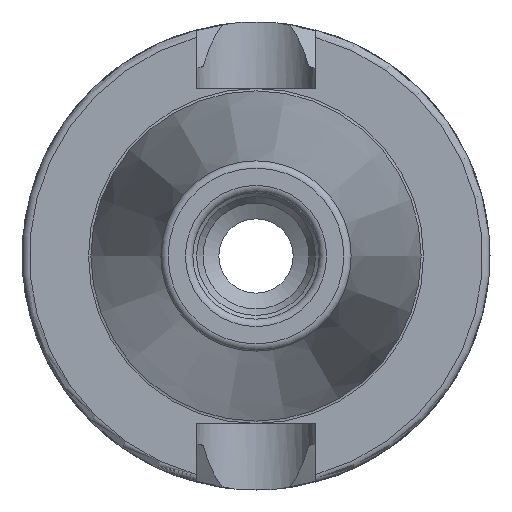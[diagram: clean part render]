
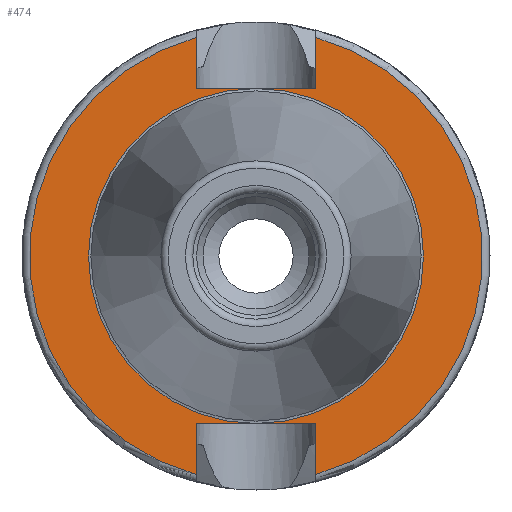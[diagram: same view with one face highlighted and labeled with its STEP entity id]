
A CAD part, left-side view. The second image highlights one B-rep face of the part: STEP entity #474.
In plain terms, the highlighted planar face has unit normal (-1, 0, 0).
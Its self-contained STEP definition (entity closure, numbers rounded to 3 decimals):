
#171=CARTESIAN_POINT('',(2.,-8.05,-29.418));
#172=VERTEX_POINT('',#171);
#188=CARTESIAN_POINT('',(2.,-8.05,-22.6));
#189=VERTEX_POINT('',#188);
#190=CARTESIAN_POINT('',(2.,-8.05,-22.6));
#191=DIRECTION('',(0.0,0.0,-1.0));
#192=VECTOR('',#191,6.818);
#193=LINE('',#190,#192);
#194=EDGE_CURVE('',#189,#172,#193,.T.);
#334=CARTESIAN_POINT('',(2.,8.05,-29.418));
#335=VERTEX_POINT('',#334);
#379=CARTESIAN_POINT('',(2.,8.05,-22.6));
#380=VERTEX_POINT('',#379);
#387=CARTESIAN_POINT('',(2.,8.05,-29.418));
#388=DIRECTION('',(0.0,0.0,1.0));
#389=VECTOR('',#388,6.818);
#390=LINE('',#387,#389);
#391=EDGE_CURVE('',#335,#380,#390,.T.);
#404=CARTESIAN_POINT('',(2.,8.05,-22.6));
#405=DIRECTION('',(0.0,-1.0,0.0));
#406=VECTOR('',#405,16.1);
#407=LINE('',#404,#406);
#408=EDGE_CURVE('',#380,#189,#407,.T.);
#413=CARTESIAN_POINT('',(2.,26.525,0.0));
#414=DIRECTION('',(-1.0,0.0,0.0));
#415=DIRECTION('',(0.0,0.0,1.0));
#416=AXIS2_PLACEMENT_3D('',#413,#414,#415);
#417=PLANE('',#416);
#418=ORIENTED_EDGE('',*,*,#391,.T.);
#419=ORIENTED_EDGE('',*,*,#408,.T.);
#420=ORIENTED_EDGE('',*,*,#194,.T.);
#421=CARTESIAN_POINT('',(2.,-8.05,29.418));
#422=VERTEX_POINT('',#421);
#423=CARTESIAN_POINT('',(2.,0.0,0.0));
#424=DIRECTION('',(1.0,0.0,0.0));
#425=DIRECTION('',(0.0,1.0,0.0));
#426=AXIS2_PLACEMENT_3D('',#423,#424,#425);
#427=CIRCLE('',#426,30.5);
#428=EDGE_CURVE('',#422,#172,#427,.T.);
#429=ORIENTED_EDGE('',*,*,#428,.F.);
#430=CARTESIAN_POINT('',(2.,-8.05,22.6));
#431=VERTEX_POINT('',#430);
#432=CARTESIAN_POINT('',(2.,-8.05,29.418));
#433=DIRECTION('',(0.0,0.0,-1.0));
#434=VECTOR('',#433,6.818);
#435=LINE('',#432,#434);
#436=EDGE_CURVE('',#422,#431,#435,.T.);
#437=ORIENTED_EDGE('',*,*,#436,.T.);
#438=CARTESIAN_POINT('',(2.,8.05,22.6));
#439=VERTEX_POINT('',#438);
#440=CARTESIAN_POINT('',(2.,-8.05,22.6));
#441=DIRECTION('',(0.0,1.0,0.0));
#442=VECTOR('',#441,16.1);
#443=LINE('',#440,#442);
#444=EDGE_CURVE('',#431,#439,#443,.T.);
#445=ORIENTED_EDGE('',*,*,#444,.T.);
#446=CARTESIAN_POINT('',(2.,8.05,29.418));
#447=VERTEX_POINT('',#446);
#448=CARTESIAN_POINT('',(2.,8.05,22.6));
#449=DIRECTION('',(0.0,0.0,1.0));
#450=VECTOR('',#449,6.818);
#451=LINE('',#448,#450);
#452=EDGE_CURVE('',#439,#447,#451,.T.);
#453=ORIENTED_EDGE('',*,*,#452,.T.);
#454=CARTESIAN_POINT('',(2.,0.0,0.0));
#455=DIRECTION('',(1.0,0.0,0.0));
#456=DIRECTION('',(0.0,1.0,0.0));
#457=AXIS2_PLACEMENT_3D('',#454,#455,#456);
#458=CIRCLE('',#457,30.5);
#459=EDGE_CURVE('',#335,#447,#458,.T.);
#460=ORIENTED_EDGE('',*,*,#459,.F.);
#461=EDGE_LOOP('',(#418,#419,#420,#429,#437,#445,#453,#460));
#462=FACE_OUTER_BOUND('',#461,.T.);
#463=CARTESIAN_POINT('',(2.,22.55,0.0));
#464=VERTEX_POINT('',#463);
#465=CARTESIAN_POINT('',(2.,0.0,0.0));
#466=DIRECTION('',(1.0,0.0,0.0));
#467=DIRECTION('',(0.0,1.0,0.0));
#468=AXIS2_PLACEMENT_3D('',#465,#466,#467);
#469=CIRCLE('',#468,22.55);
#470=EDGE_CURVE('',#464,#464,#469,.T.);
#471=ORIENTED_EDGE('',*,*,#470,.T.);
#472=EDGE_LOOP('',(#471));
#473=FACE_BOUND('',#472,.T.);
#474=ADVANCED_FACE('',(#462,#473),#417,.T.);
